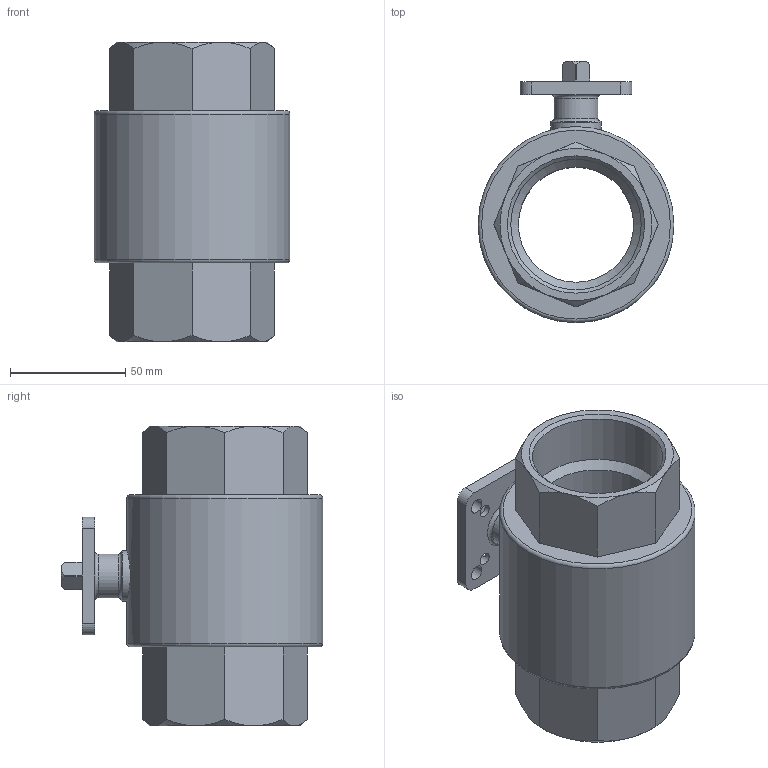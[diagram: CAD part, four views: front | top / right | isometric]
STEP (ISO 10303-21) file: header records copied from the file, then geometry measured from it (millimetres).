
FILE_DESCRIPTION(/* description */ ('STEP AP214'),/* implementation_level */ '2;1');
FILE_NAME(/* name */ '4405653_VZBM-2-RP-25-D-2-F0305-B2B3',/* time_stamp */ '2024-09-18T02:40:17+02:00',/* author */ ('License CC BY-ND 4.0'),/* organization */ ('CADENAS'),/* preprocessor_version */ 'ST-DEVELOPER v19.3',/* originating_system */ 'PARTsolutions',/* authorisation */ ' ');
FILE_SCHEMA (('AUTOMOTIVE_DESIGN {1 0 10303 214 3 1 1}'));
Length unit declared in the file: millimetre
Products named in the file (1): 4405653 VZBM-2-RP-25-D-2-F0305-B2B3
Bounding box: 85 x 113.5 x 130 mm (x, y, z)
Volume: 336422.2 mm3; surface area: 66240.1 mm2
Topology: 1 solids, 1 shells, 106 faces, 274 edges, 168 vertices
Faces by surface type: cone 34, plane 32, cylinder 27, torus 13
Full cylindrical faces by diameter (mm): 4.917 x1, 5.5 x4, 6.5 x4, 19 x1, 22 x1, 50 x1, 56.656 x2, 85 x1
Entity records: 3119 total; most frequent: CARTESIAN_POINT 700, DIRECTION 494, ORIENTED_EDGE 466, EDGE_CURVE 233, AXIS2_PLACEMENT_3D 211, VERTEX_POINT 158, FACE_BOUND 153, EDGE_LOOP 152
